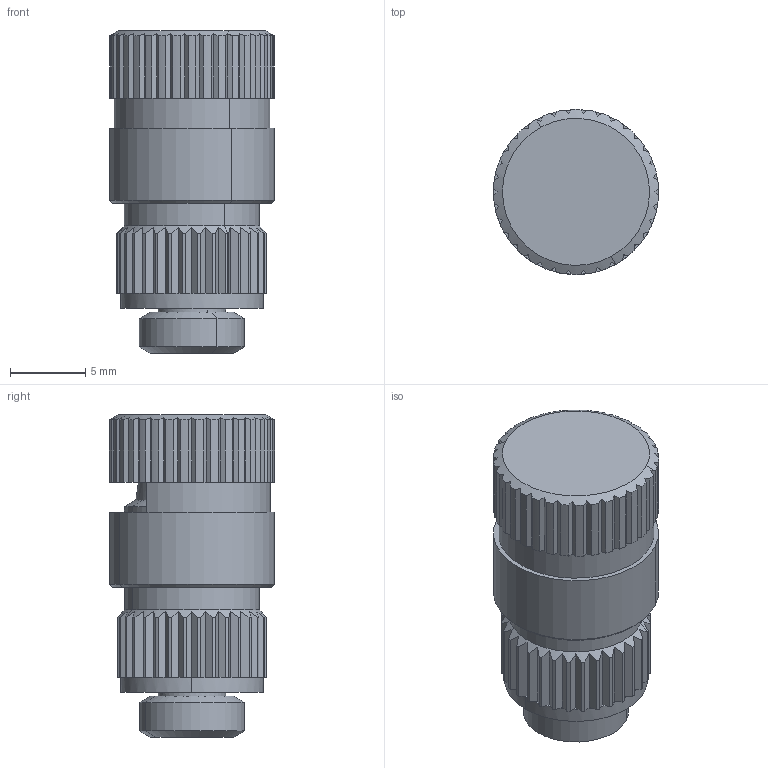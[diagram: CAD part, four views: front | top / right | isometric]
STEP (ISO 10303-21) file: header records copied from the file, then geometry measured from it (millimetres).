
FILE_DESCRIPTION(('CATIA V5 STEP Exchange'),'2;1');
FILE_NAME('STEP_562200_-_TST.stp','2017-04-27T12:14:17+00:00',('none'),('none'),'CATIA Version 5-6 Release 2014 SP5','CATIA V5 STEP AP203','none');
FILE_SCHEMA(('CONFIG_CONTROL_DESIGN'));
Length unit declared in the file: millimetre
Products named in the file (1): 562200 - TST
Bounding box: 11 x 11 x 21.5 mm (x, y, z)
Volume: 1639 mm3; surface area: 1015.1 mm2
Topology: 1 solids, 1 shells, 303 faces, 816 edges, 521 vertices
Faces by surface type: plane 206, cylinder 84, cone 13
Entity records: 8933 total; most frequent: CARTESIAN_POINT 2190, ORIENTED_EDGE 1626, DIRECTION 998, EDGE_CURVE 813, VERTEX_POINT 517, VECTOR 433, LINE 433, AXIS2_PLACEMENT_3D 406
